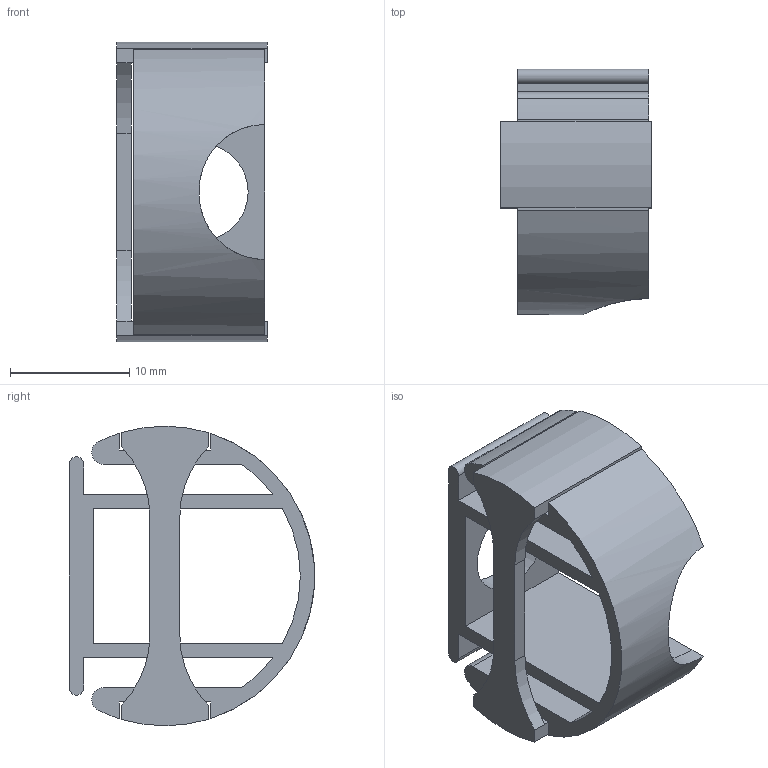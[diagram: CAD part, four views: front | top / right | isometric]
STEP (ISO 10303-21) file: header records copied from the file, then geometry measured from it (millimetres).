
FILE_DESCRIPTION(/* description */ (''),/* implementation_level */ '2;1');
FILE_NAME(/* name */ '2.1mm Port Module v4.step',/* time_stamp */ '2020-02-17T14:13:35-05:00',/* author */ (''),/* organization */ (''),/* preprocessor_version */ 'ST-DEVELOPER v18',/* originating_system */ 'Autodesk Translation Framework v8.12.0.6',/* authorisation */ '');
FILE_SCHEMA (('AUTOMOTIVE_DESIGN { 1 0 10303 214 3 1 1 }'));
Length unit declared in the file: millimetre
Products named in the file (3): 2.1mm Port Module; Port Cradle; Rails
Assembly tree (2 placements, depth 2):
  2.1mm Port Module
    Port Cradle
    Rails
Bounding box: 12.6 x 20.55 x 25.1 mm (x, y, z)
Volume: 1732.4 mm3; surface area: 3052.8 mm2
Topology: 2 solids, 2 shells, 50 faces, 136 edges, 89 vertices
Faces by surface type: plane 31, cylinder 19
Full cylindrical faces by diameter (mm): 8.2 x1
Entity records: 1698 total; most frequent: CARTESIAN_POINT 316, DIRECTION 279, ORIENTED_EDGE 272, EDGE_CURVE 136, LINE 95, VECTOR 95, AXIS2_PLACEMENT_3D 92, VERTEX_POINT 89
